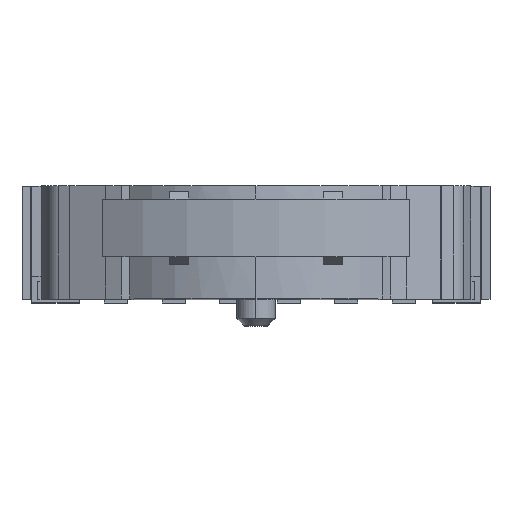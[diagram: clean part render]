
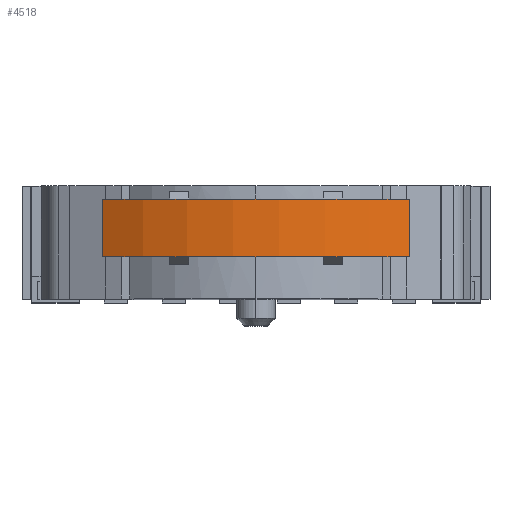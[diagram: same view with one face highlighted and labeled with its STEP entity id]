
A CAD part, top view. The second image highlights one B-rep face of the part: STEP entity #4518.
In plain terms, the highlighted cylindrical face has radius 7.4 mm (diameter 14.8 mm), a partial arc.
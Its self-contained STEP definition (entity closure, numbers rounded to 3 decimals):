
#709 = DIRECTION ( 'NONE',  ( 0., 1., 0. ) ) ;
#710 = VECTOR ( 'NONE', #709, 1000. ) ;
#711 = CARTESIAN_POINT ( 'NONE',  ( 4., 2.6, 6.376 ) ) ;
#712 = LINE ( 'NONE', #711, #710 ) ;
#792 = DIRECTION ( 'NONE',  ( 0., 0., -1. ) ) ;
#793 = DIRECTION ( 'NONE',  ( 0., -1., 0. ) ) ;
#794 = CARTESIAN_POINT ( 'NONE',  ( 0., 1.1, 0.15 ) ) ;
#795 = AXIS2_PLACEMENT_3D ( 'NONE', #794, #793, #792 ) ;
#796 = CIRCLE ( 'NONE', #795, 7.4 ) ;
#828 = CARTESIAN_POINT ( 'NONE',  ( 4., 1.1, 6.376 ) ) ;
#829 = DIRECTION ( 'NONE',  ( 0., 0., -1. ) ) ;
#830 = DIRECTION ( 'NONE',  ( 0., -1., 0. ) ) ;
#831 = AXIS2_PLACEMENT_3D ( 'NONE', #833, #830, #829 ) ;
#832 = CYLINDRICAL_SURFACE ( 'NONE', #831, 7.4 ) ;
#833 = CARTESIAN_POINT ( 'NONE',  ( 0., 2.6, 0.15 ) ) ;
#848 = FACE_OUTER_BOUND ( 'NONE', #4549, .T. ) ;
#1029 = CARTESIAN_POINT ( 'NONE',  ( -4., 1.1, 6.376 ) ) ;
#1050 = DIRECTION ( 'NONE',  ( 0., -1., 0. ) ) ;
#1051 = VECTOR ( 'NONE', #1050, 1000. ) ;
#1052 = CARTESIAN_POINT ( 'NONE',  ( -4., 1.1, 6.376 ) ) ;
#1053 = LINE ( 'NONE', #1052, #1051 ) ;
#1213 = CARTESIAN_POINT ( 'NONE',  ( 4., 2.6, 6.376 ) ) ;
#1262 = CARTESIAN_POINT ( 'NONE',  ( -4., 2.6, 6.376 ) ) ;
#1263 = DIRECTION ( 'NONE',  ( 0., 0., -1. ) ) ;
#1264 = DIRECTION ( 'NONE',  ( 0., -1., 0. ) ) ;
#1265 = CARTESIAN_POINT ( 'NONE',  ( 0., 2.6, 0.15 ) ) ;
#1266 = AXIS2_PLACEMENT_3D ( 'NONE', #1265, #1264, #1263 ) ;
#1267 = CIRCLE ( 'NONE', #1266, 7.4 ) ;
#4490 = EDGE_CURVE ( 'NONE', #4521, #5148, #712, .T. ) ;
#4504 = ORIENTED_EDGE ( 'NONE', *, *, #5154, .T. ) ;
#4507 = EDGE_CURVE ( 'NONE', #4521, #4665, #796, .T. ) ;
#4518 = ADVANCED_FACE ( 'NONE', ( #848 ), #832, .T. ) ;
#4520 = ORIENTED_EDGE ( 'NONE', *, *, #4490, .T. ) ;
#4521 = VERTEX_POINT ( 'NONE', #828 ) ;
#4549 = EDGE_LOOP ( 'NONE', ( #4724, #4649, #4520, #4504 ) ) ;
#4649 = ORIENTED_EDGE ( 'NONE', *, *, #4507, .F. ) ;
#4665 = VERTEX_POINT ( 'NONE', #1029 ) ;
#4724 = ORIENTED_EDGE ( 'NONE', *, *, #4789, .T. ) ;
#4789 = EDGE_CURVE ( 'NONE', #5156, #4665, #1053, .T. ) ;
#5148 = VERTEX_POINT ( 'NONE', #1213 ) ;
#5154 = EDGE_CURVE ( 'NONE', #5148, #5156, #1267, .T. ) ;
#5156 = VERTEX_POINT ( 'NONE', #1262 ) ;
